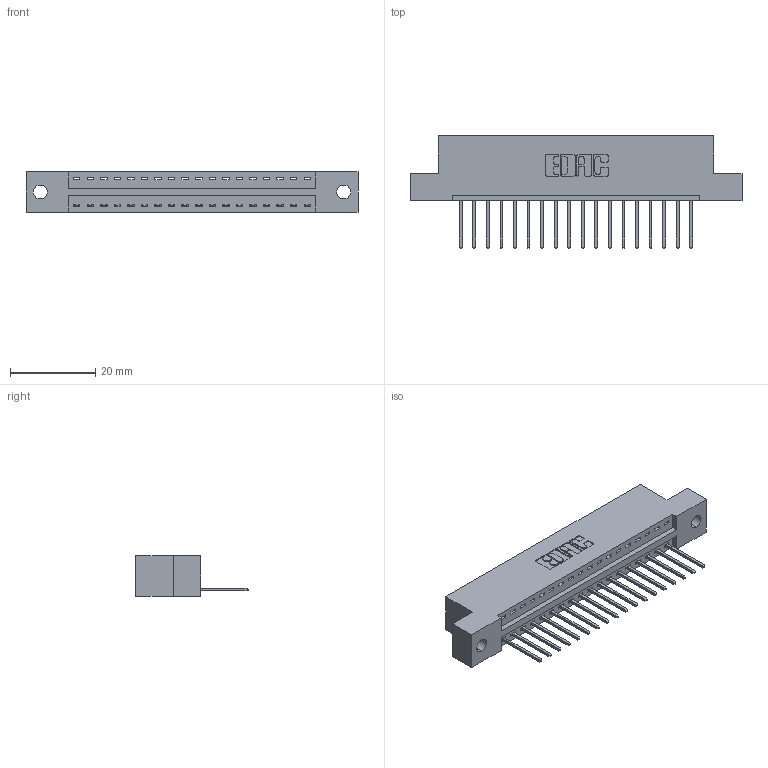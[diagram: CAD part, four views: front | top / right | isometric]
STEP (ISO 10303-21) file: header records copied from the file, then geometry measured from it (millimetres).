
FILE_DESCRIPTION (( 'STEP AP203' ), '1' );
FILE_NAME ('396-018-522-102.STEP', '2019-10-26T19:38:44', ( '' ), ( '' ), 'SwSTEP 2.0', 'SolidWorks 2016', '' );
FILE_SCHEMA (( 'CONFIG_CONTROL_DESIGN' ));
Length unit declared in the file: inch
Products named in the file (3): 346 Part_Flush Mounting Lugs - 0.128 Dia; 396-018-522-102; 345-292-001_345-293-122
Assembly tree (19 placements, depth 2):
  396-018-522-102
    346 Part_Flush Mounting Lugs - 0.128 Dia
    345-292-001_345-293-122  x18
Bounding box: 77.72 x 26.42 x 9.4 mm (x, y, z)
Volume: 7240.1 mm3; surface area: 8585.2 mm2
Topology: 19 solids, 19 shells, 1166 faces, 3497 edges, 2306 vertices
Faces by surface type: plane 796, cylinder 370
Entity records: 14423 total; most frequent: CARTESIAN_POINT 2486, ORIENTED_EDGE 2438, DIRECTION 2223, EDGE_CURVE 1219, LINE 1015, VECTOR 1015, VERTEX_POINT 810, AXIS2_PLACEMENT_3D 604
